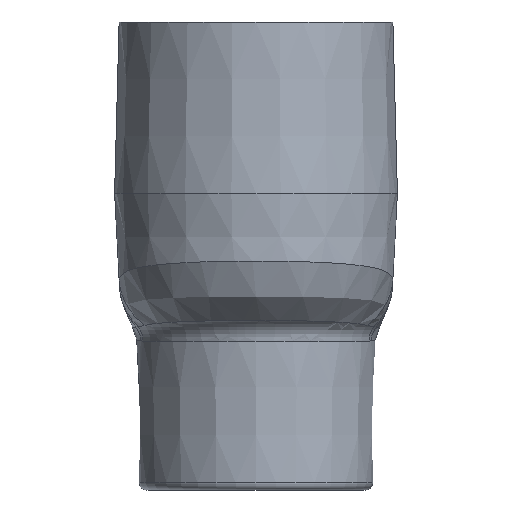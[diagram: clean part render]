
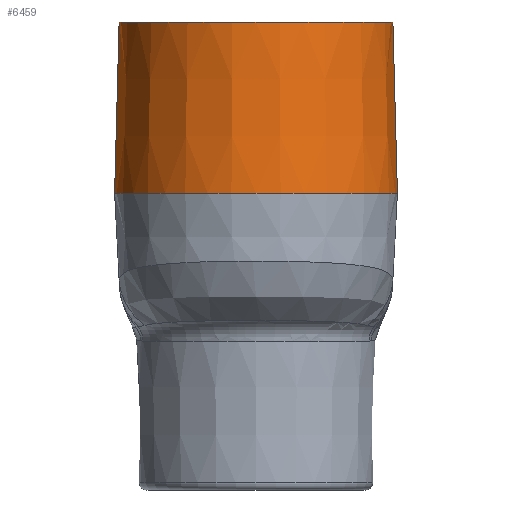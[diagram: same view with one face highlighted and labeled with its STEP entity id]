
A CAD part, left-side view. The second image highlights one B-rep face of the part: STEP entity #6459.
In plain terms, the highlighted conical face has half-angle 1.5 degrees and reference radius 19.05 mm.
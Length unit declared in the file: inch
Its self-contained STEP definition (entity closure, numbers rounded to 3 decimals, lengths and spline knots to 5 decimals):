
#72=CONICAL_SURFACE('',#6768,0.75,0.026);
#119=CIRCLE('',#6769,0.77456);
#120=CIRCLE('',#6770,0.75);
#928=FACE_OUTER_BOUND('',#1328,.T.);
#1328=EDGE_LOOP('',(#5474,#5475,#5476,#5477));
#1923=LINE('',#11567,#2460);
#1926=LINE('',#11814,#2463);
#2460=VECTOR('',#7722,0.93832);
#2463=VECTOR('',#7733,0.93832);
#3031=VERTEX_POINT('',#11564);
#3032=VERTEX_POINT('',#11566);
#3036=VERTEX_POINT('',#11812);
#3037=VERTEX_POINT('',#11813);
#3872=EDGE_CURVE('',#3031,#3032,#1923,.T.);
#3878=EDGE_CURVE('',#3036,#3037,#1926,.T.);
#3881=EDGE_CURVE('',#3031,#3036,#119,.T.);
#3882=EDGE_CURVE('',#3032,#3037,#120,.T.);
#5474=ORIENTED_EDGE('',*,*,#3872,.F.);
#5475=ORIENTED_EDGE('',*,*,#3881,.T.);
#5476=ORIENTED_EDGE('',*,*,#3878,.T.);
#5477=ORIENTED_EDGE('',*,*,#3882,.F.);
#6459=ADVANCED_FACE('',(#928),#72,.T.);
#6768=AXIS2_PLACEMENT_3D('',#11817,#7736,#7737);
#6769=AXIS2_PLACEMENT_3D('',#11818,#7738,#7739);
#6770=AXIS2_PLACEMENT_3D('',#11819,#7740,#7741);
#7722=DIRECTION('',(0.,-0.026,1.));
#7733=DIRECTION('',(0.,0.026,1.));
#7736=DIRECTION('center_axis',(0.,0.,-1.));
#7737=DIRECTION('ref_axis',(1.,0.,0.));
#7738=DIRECTION('center_axis',(0.,0.,1.));
#7739=DIRECTION('ref_axis',(0.,-1.,0.));
#7740=DIRECTION('center_axis',(0.,0.,1.));
#7741=DIRECTION('ref_axis',(1.,0.,0.));
#11564=CARTESIAN_POINT('',(1.305,1.52456,-0.938));
#11566=CARTESIAN_POINT('',(1.305,1.5,0.));
#11567=CARTESIAN_POINT('',(1.305,1.52456,-0.938));
#11812=CARTESIAN_POINT('',(1.305,-0.02456,-0.938));
#11813=CARTESIAN_POINT('',(1.305,0.,0.));
#11814=CARTESIAN_POINT('',(1.305,-0.02456,-0.938));
#11817=CARTESIAN_POINT('Origin',(1.305,0.75,0.));
#11818=CARTESIAN_POINT('Origin',(1.305,0.75,-0.938));
#11819=CARTESIAN_POINT('Origin',(1.305,0.75,0.));
